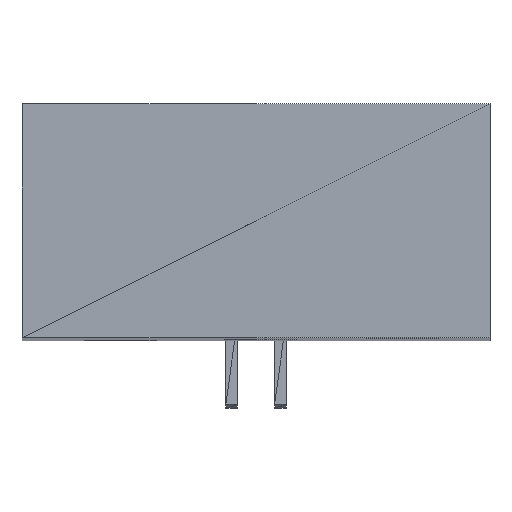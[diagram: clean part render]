
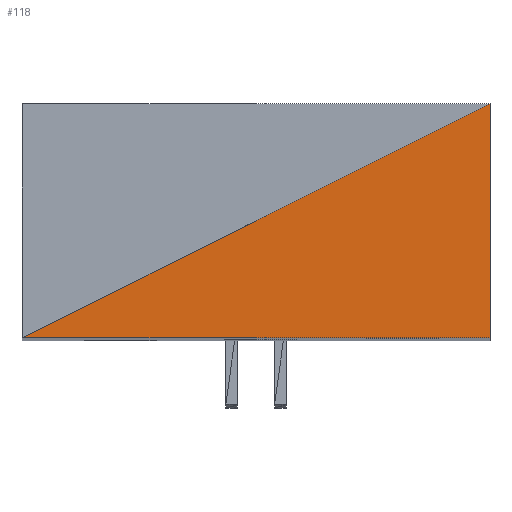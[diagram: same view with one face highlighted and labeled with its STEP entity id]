
A CAD part, top view. The second image highlights one B-rep face of the part: STEP entity #118.
In plain terms, the highlighted planar face has unit normal (0, 0, 1).
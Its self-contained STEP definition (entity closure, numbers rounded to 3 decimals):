
#77 = VERTEX_POINT('',#78);
#78 = CARTESIAN_POINT('',(-6.,0.002,50.077));
#118 = ADVANCED_FACE('',(#119),#143,.T.);
#119 = FACE_BOUND('',#120,.T.);
#120 = EDGE_LOOP('',(#121,#129,#137));
#121 = ORIENTED_EDGE('',*,*,#122,.T.);
#122 = EDGE_CURVE('',#123,#77,#125,.T.);
#123 = VERTEX_POINT('',#124);
#124 = CARTESIAN_POINT('',(6.,6.002,50.077));
#125 = LINE('',#126,#127);
#126 = CARTESIAN_POINT('',(6.,6.002,50.077));
#127 = VECTOR('',#128,1.);
#128 = DIRECTION('',(-0.894,-0.447,0.));
#129 = ORIENTED_EDGE('',*,*,#130,.T.);
#130 = EDGE_CURVE('',#77,#131,#133,.T.);
#131 = VERTEX_POINT('',#132);
#132 = CARTESIAN_POINT('',(6.,0.002,50.077));
#133 = LINE('',#134,#135);
#134 = CARTESIAN_POINT('',(-6.,0.002,50.077));
#135 = VECTOR('',#136,1.);
#136 = DIRECTION('',(1.,0.,0.));
#137 = ORIENTED_EDGE('',*,*,#138,.T.);
#138 = EDGE_CURVE('',#131,#123,#139,.T.);
#139 = LINE('',#140,#141);
#140 = CARTESIAN_POINT('',(6.,0.002,50.077));
#141 = VECTOR('',#142,1.);
#142 = DIRECTION('',(0.,1.,0.));
#143 = PLANE('',#144);
#144 = AXIS2_PLACEMENT_3D('',#145,#146,#147);
#145 = CARTESIAN_POINT('',(1.146,1.856,50.077
    ));
#146 = DIRECTION('',(0.,0.,1.));
#147 = DIRECTION('',(1.,0.,-0.));
